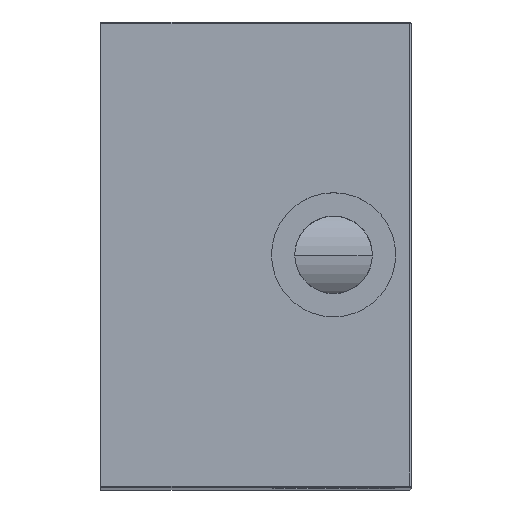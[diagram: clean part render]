
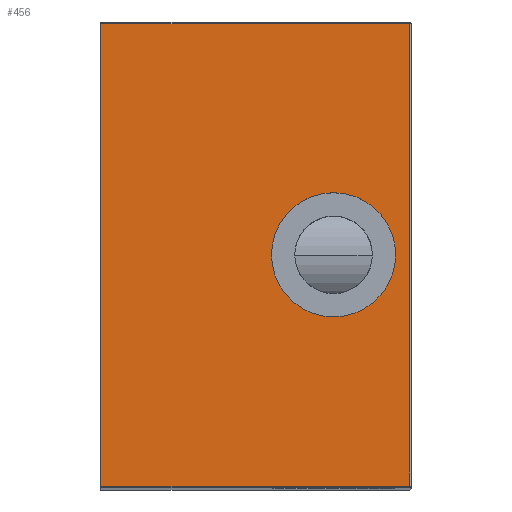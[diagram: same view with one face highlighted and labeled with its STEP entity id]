
A CAD part, top view. The second image highlights one B-rep face of the part: STEP entity #456.
In plain terms, the highlighted planar face has unit normal (0, 0, 1).
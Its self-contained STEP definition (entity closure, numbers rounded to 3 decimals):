
#300 = CARTESIAN_POINT ( 'NONE',  ( 20., -14.9, 65. ) ) ;
#311 = CARTESIAN_POINT ( 'NONE',  ( 19.9, -14.9, 65. ) ) ;
#337 = VECTOR ( 'NONE', #5514, 1000. ) ;
#371 = DIRECTION ( 'NONE',  ( 0., 0., 1. ) ) ;
#423 = AXIS2_PLACEMENT_3D ( 'NONE', #2962, #371, #4943 ) ;
#456 = ADVANCED_FACE ( 'NONE', ( #2667, #2565 ), #6188, .F. ) ;
#483 = DIRECTION ( 'NONE',  ( -1., 0., 0. ) ) ;
#577 = CARTESIAN_POINT ( 'NONE',  ( 19.9, 15., 65. ) ) ;
#745 = VERTEX_POINT ( 'NONE', #311 ) ;
#755 = DIRECTION ( 'NONE',  ( 1., 0., 0. ) ) ;
#770 = LINE ( 'NONE', #300, #337 ) ;
#955 = CARTESIAN_POINT ( 'NONE',  ( 20., -15., 65. ) ) ;
#964 = LINE ( 'NONE', #4657, #1267 ) ;
#1111 = EDGE_LOOP ( 'NONE', ( #1296, #2871 ) ) ;
#1191 = VERTEX_POINT ( 'NONE', #1998 ) ;
#1260 = EDGE_LOOP ( 'NONE', ( #2051, #2346, #2654, #6326 ) ) ;
#1267 = VECTOR ( 'NONE', #6160, 1000. ) ;
#1296 = ORIENTED_EDGE ( 'NONE', *, *, #4451, .F. ) ;
#1394 = VERTEX_POINT ( 'NONE', #3265 ) ;
#1998 = CARTESIAN_POINT ( 'NONE',  ( 0., -14.9, 65. ) ) ;
#2011 = LINE ( 'NONE', #6186, #5089 ) ;
#2051 = ORIENTED_EDGE ( 'NONE', *, *, #5922, .T. ) ;
#2079 = AXIS2_PLACEMENT_3D ( 'NONE', #955, #3145, #2085 ) ;
#2085 = DIRECTION ( 'NONE',  ( -1., 0., 0. ) ) ;
#2346 = ORIENTED_EDGE ( 'NONE', *, *, #6563, .T. ) ;
#2482 = CIRCLE ( 'NONE', #3577, 4. ) ;
#2565 = FACE_OUTER_BOUND ( 'NONE', #1260, .T. ) ;
#2654 = ORIENTED_EDGE ( 'NONE', *, *, #5258, .T. ) ;
#2656 = DIRECTION ( 'NONE',  ( 0., 1., 0. ) ) ;
#2667 = FACE_BOUND ( 'NONE', #1111, .T. ) ;
#2763 = VERTEX_POINT ( 'NONE', #4932 ) ;
#2769 = CARTESIAN_POINT ( 'NONE',  ( 15., 0., 65. ) ) ;
#2871 = ORIENTED_EDGE ( 'NONE', *, *, #5012, .F. ) ;
#2962 = CARTESIAN_POINT ( 'NONE',  ( 15., 0., 65. ) ) ;
#3145 = DIRECTION ( 'NONE',  ( 0., 0., -1. ) ) ;
#3213 = DIRECTION ( 'NONE',  ( 0., 0., 1. ) ) ;
#3265 = CARTESIAN_POINT ( 'NONE',  ( 0., 14.9, 65. ) ) ;
#3577 = AXIS2_PLACEMENT_3D ( 'NONE', #2769, #3213, #755 ) ;
#3773 = VERTEX_POINT ( 'NONE', #4305 ) ;
#4063 = CARTESIAN_POINT ( 'NONE',  ( 19., 0., 65. ) ) ;
#4305 = CARTESIAN_POINT ( 'NONE',  ( 11., 0., 65. ) ) ;
#4451 = EDGE_CURVE ( 'NONE', #6245, #3773, #2482, .T. ) ;
#4657 = CARTESIAN_POINT ( 'NONE',  ( 0., -15., 65. ) ) ;
#4745 = EDGE_CURVE ( 'NONE', #2763, #1394, #2011, .T. ) ;
#4932 = CARTESIAN_POINT ( 'NONE',  ( 19.9, 14.9, 65. ) ) ;
#4943 = DIRECTION ( 'NONE',  ( 1., 0., 0. ) ) ;
#5012 = EDGE_CURVE ( 'NONE', #3773, #6245, #5753, .T. ) ;
#5089 = VECTOR ( 'NONE', #483, 1000. ) ;
#5258 = EDGE_CURVE ( 'NONE', #745, #2763, #6283, .T. ) ;
#5514 = DIRECTION ( 'NONE',  ( 1., 0., 0. ) ) ;
#5652 = VECTOR ( 'NONE', #2656, 1000. ) ;
#5753 = CIRCLE ( 'NONE', #423, 4. ) ;
#5922 = EDGE_CURVE ( 'NONE', #1394, #1191, #964, .T. ) ;
#6160 = DIRECTION ( 'NONE',  ( 0., -1., 0. ) ) ;
#6186 = CARTESIAN_POINT ( 'NONE',  ( 20., 14.9, 65. ) ) ;
#6188 = PLANE ( 'NONE',  #2079 ) ;
#6245 = VERTEX_POINT ( 'NONE', #4063 ) ;
#6283 = LINE ( 'NONE', #577, #5652 ) ;
#6326 = ORIENTED_EDGE ( 'NONE', *, *, #4745, .T. ) ;
#6563 = EDGE_CURVE ( 'NONE', #1191, #745, #770, .T. ) ;
